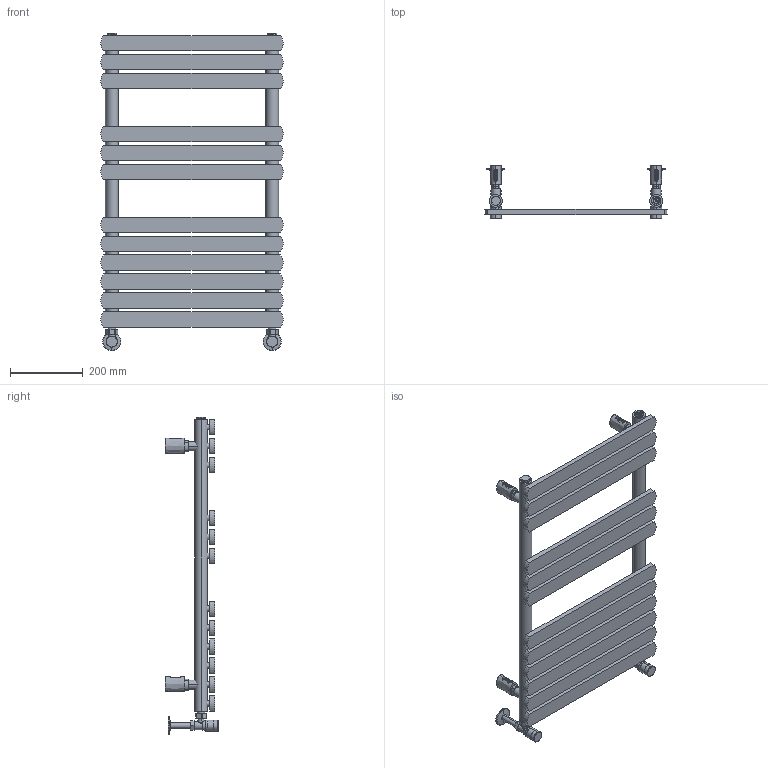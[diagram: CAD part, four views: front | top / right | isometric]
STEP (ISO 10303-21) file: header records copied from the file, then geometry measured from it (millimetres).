
FILE_DESCRIPTION (( 'STEP AP203' ), '1' );
FILE_NAME ('R1706-800x500.STEP', '2018-06-21T07:01:58', ( 'USER-' ), ( 'MS' ), 'SwSTEP 2.0', 'SolidWorks 2010', '' );
FILE_SCHEMA (( 'CONFIG_CONTROL_DESIGN' ));
Length unit declared in the file: millimetre
Products named in the file (11): R27盓創; 褒概; RP0101-02; R17盓奪; 翋奪; R1706-800x500; 盓創諉芛; M5X16坋趼蹟佪隊_GB_SOCKET_TYPE7 M5X16-C; RP0102-01_Default; 變瑞; 佪黑
Assembly tree (29 placements, depth 3):
  R1706-800x500
    R17盓奪  x12
    翋奪  x2
    盓創諉芛  x4
    R27盓創  x4
      RP0101-02
      RP0102-01_Default
      M5X16坋趼蹟佪隊_GB_SOCKET_TYPE7 M5X16-C
    褒概  x2
    佪黑
    變瑞
Bounding box: 499.78 x 146.54 x 870.5 mm (x, y, z)
Volume: 5481188.6 mm3; surface area: 1026949.4 mm2
Topology: 36 solids, 36 shells, 640 faces, 1534 edges, 1012 vertices
Faces by surface type: plane 318, cylinder 256, cone 30, bspline 16, torus 12, sphere 8
Entity records: 8234 total; most frequent: CARTESIAN_POINT 1691, DIRECTION 1061, ORIENTED_EDGE 986, EDGE_CURVE 493, AXIS2_PLACEMENT_3D 402, VERTEX_POINT 324, VECTOR 257, LINE 257
